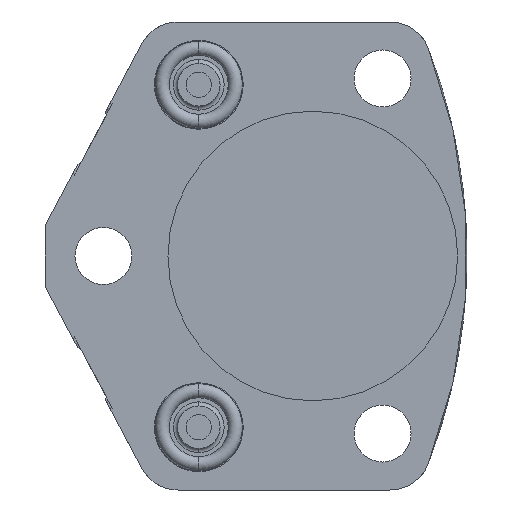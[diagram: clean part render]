
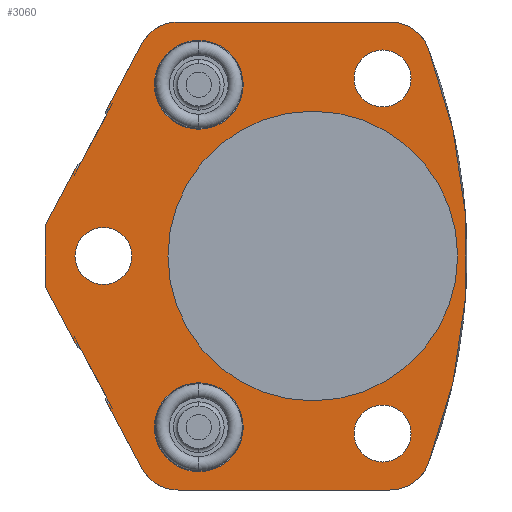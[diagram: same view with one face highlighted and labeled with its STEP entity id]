
A CAD part, front view. The second image highlights one B-rep face of the part: STEP entity #3060.
In plain terms, the highlighted planar face has unit normal (0, -1, 0).
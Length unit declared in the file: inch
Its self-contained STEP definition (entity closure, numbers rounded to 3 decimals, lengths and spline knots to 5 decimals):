
#325=CARTESIAN_POINT('',(0.,0.,0.));
#326=DIRECTION('',(0.,-1.,0.));
#327=DIRECTION('',(1.,0.,0.));
#328=AXIS2_PLACEMENT_3D('',#325,#326,#327);
#333=CARTESIAN_POINT('',(0.,0.,0.));
#334=DIRECTION('',(0.,1.,0.));
#335=DIRECTION('',(1.,0.,0.));
#336=AXIS2_PLACEMENT_3D('',#333,#334,#335);
#341=CARTESIAN_POINT('',(0.344,0.,0.875));
#342=DIRECTION('',(0.,-1.,0.));
#343=DIRECTION('',(1.,0.,0.));
#344=AXIS2_PLACEMENT_3D('',#341,#342,#343);
#349=CARTESIAN_POINT('',(0.344,0.,0.875));
#350=DIRECTION('',(0.,-1.,0.));
#351=DIRECTION('',(-1.,0.,0.));
#352=AXIS2_PLACEMENT_3D('',#349,#350,#351);
#357=CARTESIAN_POINT('',(0.344,0.,-0.875));
#358=DIRECTION('',(0.,-1.,0.));
#359=DIRECTION('',(1.,0.,0.));
#360=AXIS2_PLACEMENT_3D('',#357,#358,#359);
#365=CARTESIAN_POINT('',(0.344,0.,-0.875));
#366=DIRECTION('',(0.,-1.,0.));
#367=DIRECTION('',(-1.,0.,0.));
#368=AXIS2_PLACEMENT_3D('',#365,#366,#367);
#373=CARTESIAN_POINT('',(-1.032,0.,0.));
#374=DIRECTION('',(0.,-1.,0.));
#375=DIRECTION('',(1.,0.,0.));
#376=AXIS2_PLACEMENT_3D('',#373,#374,#375);
#381=CARTESIAN_POINT('',(-1.032,0.,0.));
#382=DIRECTION('',(0.,-1.,0.));
#383=DIRECTION('',(-1.,0.,0.));
#384=AXIS2_PLACEMENT_3D('',#381,#382,#383);
#389=DIRECTION('',(-0.469,0.,-0.883));
#390=VECTOR('',#389,0.33929);
#391=CARTESIAN_POINT('',(-1.00197,0.,0.72489));
#392=LINE('',#391,#390);
#396=DIRECTION('',(0.883,0.,-0.469));
#397=VECTOR('',#396,0.01);
#398=CARTESIAN_POINT('',(-1.0108,0.,0.72959));
#399=LINE('',#398,#397);
#403=DIRECTION('',(0.469,0.,0.883));
#404=VECTOR('',#403,0.35814);
#405=CARTESIAN_POINT('',(-1.0108,0.,0.72959));
#406=LINE('',#405,#404);
#410=DIRECTION('',(1.,0.,0.));
#411=VECTOR('',#410,1.04331);
#412=CARTESIAN_POINT('',(-0.66342,0.,1.1535));
#413=LINE('',#412,#411);
#417=CARTESIAN_POINT('',(-2.082,0.,0.));
#418=DIRECTION('',(0.,-1.,0.));
#419=DIRECTION('',(0.933,0.,-0.36));
#420=AXIS2_PLACEMENT_3D('',#417,#418,#419);
#425=DIRECTION('',(-1.,0.,0.));
#426=VECTOR('',#425,1.04331);
#427=CARTESIAN_POINT('',(0.37988,0.,-1.1535));
#428=LINE('',#427,#426);
#432=DIRECTION('',(0.469,0.,-0.883));
#433=VECTOR('',#432,0.35814);
#434=CARTESIAN_POINT('',(-1.0108,0.,-0.72959));
#435=LINE('',#434,#433);
#439=DIRECTION('',(0.883,0.,0.469));
#440=VECTOR('',#439,0.01);
#441=CARTESIAN_POINT('',(-1.0108,0.,-0.72959));
#442=LINE('',#441,#440);
#446=DIRECTION('',(0.469,0.,-0.883));
#447=VECTOR('',#446,0.33929);
#448=CARTESIAN_POINT('',(-1.16126,0.,-0.42531));
#449=LINE('',#448,#447);
#453=DIRECTION('',(0.883,0.,0.469));
#454=VECTOR('',#453,0.01);
#455=CARTESIAN_POINT('',(-1.17008,0.,-0.43001));
#456=LINE('',#455,#454);
#460=DIRECTION('',(0.469,0.,-0.883));
#461=VECTOR('',#460,0.31933);
#462=CARTESIAN_POINT('',(-1.32,0.,-0.14806));
#463=LINE('',#462,#461);
#467=DIRECTION('',(0.,0.,-1.));
#468=VECTOR('',#467,0.29612);
#469=CARTESIAN_POINT('',(-1.32,0.,0.14806));
#470=LINE('',#469,#468);
#474=DIRECTION('',(0.469,0.,0.883));
#475=VECTOR('',#474,0.31933);
#476=CARTESIAN_POINT('',(-1.32,0.,0.14806));
#477=LINE('',#476,#475);
#481=DIRECTION('',(0.883,0.,-0.469));
#482=VECTOR('',#481,0.01);
#483=CARTESIAN_POINT('',(-1.17008,0.,0.43001));
#484=LINE('',#483,#482);
#488=CARTESIAN_POINT('',(-0.562,0.,-0.844));
#489=DIRECTION('',(0.,1.,0.));
#490=DIRECTION('',(-1.,0.,0.));
#491=AXIS2_PLACEMENT_3D('',#488,#489,#490);
#496=CARTESIAN_POINT('',(-0.562,0.,-0.844));
#497=DIRECTION('',(0.,1.,0.));
#498=DIRECTION('',(1.,0.,0.));
#499=AXIS2_PLACEMENT_3D('',#496,#497,#498);
#504=CARTESIAN_POINT('',(-0.562,0.,0.844));
#505=DIRECTION('',(0.,1.,0.));
#506=DIRECTION('',(-1.,0.,0.));
#507=AXIS2_PLACEMENT_3D('',#504,#505,#506);
#512=CARTESIAN_POINT('',(-0.562,0.,0.844));
#513=DIRECTION('',(0.,1.,0.));
#514=DIRECTION('',(1.,0.,0.));
#515=AXIS2_PLACEMENT_3D('',#512,#513,#514);
#1026=CARTESIAN_POINT('',(-0.66342,0.,-0.9505));
#1027=DIRECTION('',(0.,-1.,0.));
#1028=DIRECTION('',(-0.883,0.,-0.469));
#1029=AXIS2_PLACEMENT_3D('',#1026,#1027,#1028);
#1062=CARTESIAN_POINT('',(0.37988,0.,-0.9505));
#1063=DIRECTION('',(0.,-1.,0.));
#1064=DIRECTION('',(0.,0.,-1.));
#1065=AXIS2_PLACEMENT_3D('',#1062,#1063,#1064);
#1084=CARTESIAN_POINT('',(0.37988,0.,0.9505));
#1085=DIRECTION('',(0.,-1.,0.));
#1086=DIRECTION('',(0.933,0.,0.36));
#1087=AXIS2_PLACEMENT_3D('',#1084,#1085,#1086);
#1120=CARTESIAN_POINT('',(-0.66342,0.,0.9505));
#1121=DIRECTION('',(0.,-1.,0.));
#1122=DIRECTION('',(0.,0.,1.));
#1123=AXIS2_PLACEMENT_3D('',#1120,#1121,#1122);
#2519=CARTESIAN_POINT('',(0.714,0.,0.));
#2521=VERTEX_POINT('',#2519);
#2523=CARTESIAN_POINT('',(-0.714,0.,0.));
#2525=VERTEX_POINT('',#2523);
#2526=CARTESIAN_POINT('',(-1.32,0.,0.14806));
#2527=CARTESIAN_POINT('',(-1.32,0.,-0.14806));
#2528=VERTEX_POINT('',#2526);
#2529=VERTEX_POINT('',#2527);
#2530=CARTESIAN_POINT('',(0.4845,0.,0.875));
#2531=CARTESIAN_POINT('',(0.2035,0.,0.875));
#2532=VERTEX_POINT('',#2530);
#2533=VERTEX_POINT('',#2531);
#2564=CARTESIAN_POINT('',(-1.16126,0.,-0.42531));
#2565=CARTESIAN_POINT('',(-1.00197,0.,-0.72489));
#2566=VERTEX_POINT('',#2564);
#2567=VERTEX_POINT('',#2565);
#2568=CARTESIAN_POINT('',(-1.17008,0.,-0.43001));
#2569=VERTEX_POINT('',#2568);
#2570=CARTESIAN_POINT('',(-1.0108,0.,-0.72959));
#2571=VERTEX_POINT('',#2570);
#2593=CARTESIAN_POINT('',(-1.00197,0.,0.72489));
#2594=CARTESIAN_POINT('',(-1.16126,0.,0.42531));
#2595=VERTEX_POINT('',#2593);
#2596=VERTEX_POINT('',#2594);
#2597=CARTESIAN_POINT('',(-1.0108,0.,0.72959));
#2598=VERTEX_POINT('',#2597);
#2599=CARTESIAN_POINT('',(-1.17008,0.,0.43001));
#2600=VERTEX_POINT('',#2599);
#2626=CARTESIAN_POINT('',(-0.781,0.,-0.844));
#2627=CARTESIAN_POINT('',(-0.343,0.,-0.844));
#2628=VERTEX_POINT('',#2626);
#2629=VERTEX_POINT('',#2627);
#2646=CARTESIAN_POINT('',(-0.781,0.,0.844));
#2647=CARTESIAN_POINT('',(-0.343,0.,0.844));
#2648=VERTEX_POINT('',#2646);
#2649=VERTEX_POINT('',#2647);
#2680=CARTESIAN_POINT('',(0.37988,0.,-1.1535));
#2681=CARTESIAN_POINT('',(0.56926,0.,-1.02362));
#2682=VERTEX_POINT('',#2680);
#2683=VERTEX_POINT('',#2681);
#2684=CARTESIAN_POINT('',(0.56926,0.,1.02362));
#2685=CARTESIAN_POINT('',(0.37988,0.,1.1535));
#2686=VERTEX_POINT('',#2684);
#2687=VERTEX_POINT('',#2685);
#2688=CARTESIAN_POINT('',(-0.66342,0.,1.1535));
#2689=CARTESIAN_POINT('',(-0.84266,0.,1.0458));
#2690=VERTEX_POINT('',#2688);
#2691=VERTEX_POINT('',#2689);
#2692=CARTESIAN_POINT('',(-0.84266,0.,-1.0458));
#2693=CARTESIAN_POINT('',(-0.66342,0.,-1.1535));
#2694=VERTEX_POINT('',#2692);
#2695=VERTEX_POINT('',#2693);
#2696=CARTESIAN_POINT('',(0.4845,0.,-0.875));
#2697=CARTESIAN_POINT('',(0.2035,0.,-0.875));
#2698=VERTEX_POINT('',#2696);
#2699=VERTEX_POINT('',#2697);
#2700=CARTESIAN_POINT('',(-0.8915,0.,0.));
#2701=CARTESIAN_POINT('',(-1.1725,0.,0.));
#2702=VERTEX_POINT('',#2700);
#2703=VERTEX_POINT('',#2701);
#2983=CARTESIAN_POINT('',(0.,0.,0.));
#2984=DIRECTION('',(0.,-1.,0.));
#2985=DIRECTION('',(-1.,0.,0.));
#2986=AXIS2_PLACEMENT_3D('',#2983,#2984,#2985);
#2987=PLANE('',#2986);
#2989=ORIENTED_EDGE('',*,*,#2988,.F.);
#2991=ORIENTED_EDGE('',*,*,#2990,.F.);
#2993=ORIENTED_EDGE('',*,*,#2992,.T.);
#2995=ORIENTED_EDGE('',*,*,#2994,.F.);
#2997=ORIENTED_EDGE('',*,*,#2996,.T.);
#2999=ORIENTED_EDGE('',*,*,#2998,.F.);
#3001=ORIENTED_EDGE('',*,*,#3000,.F.);
#3003=ORIENTED_EDGE('',*,*,#3002,.F.);
#3005=ORIENTED_EDGE('',*,*,#3004,.T.);
#3007=ORIENTED_EDGE('',*,*,#3006,.F.);
#3009=ORIENTED_EDGE('',*,*,#3008,.F.);
#3011=ORIENTED_EDGE('',*,*,#3010,.T.);
#3013=ORIENTED_EDGE('',*,*,#3012,.F.);
#3015=ORIENTED_EDGE('',*,*,#3014,.F.);
#3017=ORIENTED_EDGE('',*,*,#3016,.F.);
#3019=ORIENTED_EDGE('',*,*,#3018,.F.);
#3021=ORIENTED_EDGE('',*,*,#3020,.T.);
#3023=ORIENTED_EDGE('',*,*,#3022,.T.);
#3024=EDGE_LOOP('',(#2989,#2991,#2993,#2995,#2997,#2999,#3001,#3003,#3005,#3007,
#3009,#3011,#3013,#3015,#3017,#3019,#3021,#3023));
#3025=FACE_OUTER_BOUND('',#3024,.F.);
#3027=ORIENTED_EDGE('',*,*,#3026,.T.);
#3029=ORIENTED_EDGE('',*,*,#3028,.T.);
#3030=EDGE_LOOP('',(#3027,#3029));
#3031=FACE_BOUND('',#3030,.F.);
#3032=ORIENTED_EDGE('',*,*,#2963,.T.);
#3033=ORIENTED_EDGE('',*,*,#2977,.T.);
#3034=EDGE_LOOP('',(#3032,#3033));
#3035=FACE_BOUND('',#3034,.F.);
#3037=ORIENTED_EDGE('',*,*,#3036,.T.);
#3039=ORIENTED_EDGE('',*,*,#3038,.T.);
#3040=EDGE_LOOP('',(#3037,#3039));
#3041=FACE_BOUND('',#3040,.F.);
#3043=ORIENTED_EDGE('',*,*,#3042,.T.);
#3045=ORIENTED_EDGE('',*,*,#3044,.F.);
#3046=EDGE_LOOP('',(#3043,#3045));
#3047=FACE_BOUND('',#3046,.F.);
#3049=ORIENTED_EDGE('',*,*,#3048,.F.);
#3051=ORIENTED_EDGE('',*,*,#3050,.F.);
#3052=EDGE_LOOP('',(#3049,#3051));
#3053=FACE_BOUND('',#3052,.F.);
#3055=ORIENTED_EDGE('',*,*,#3054,.F.);
#3057=ORIENTED_EDGE('',*,*,#3056,.F.);
#3058=EDGE_LOOP('',(#3055,#3057));
#3059=FACE_BOUND('',#3058,.F.);
#329=CIRCLE('',#328,0.714);
#337=CIRCLE('',#336,0.714);
#345=CIRCLE('',#344,0.1405);
#353=CIRCLE('',#352,0.1405);
#361=CIRCLE('',#360,0.1405);
#369=CIRCLE('',#368,0.1405);
#377=CIRCLE('',#376,0.1405);
#385=CIRCLE('',#384,0.1405);
#421=CIRCLE('',#420,2.842);
#492=CIRCLE('',#491,0.219);
#500=CIRCLE('',#499,0.219);
#508=CIRCLE('',#507,0.219);
#516=CIRCLE('',#515,0.219);
#1030=CIRCLE('',#1029,0.203);
#1066=CIRCLE('',#1065,0.203);
#1088=CIRCLE('',#1087,0.203);
#1124=CIRCLE('',#1123,0.203);
#2963=EDGE_CURVE('',#2698,#2699,#361,.T.);
#2977=EDGE_CURVE('',#2699,#2698,#369,.T.);
#2988=EDGE_CURVE('',#2595,#2596,#392,.T.);
#2990=EDGE_CURVE('',#2598,#2595,#399,.T.);
#2992=EDGE_CURVE('',#2598,#2691,#406,.T.);
#2994=EDGE_CURVE('',#2690,#2691,#1124,.T.);
#2996=EDGE_CURVE('',#2690,#2687,#413,.T.);
#2998=EDGE_CURVE('',#2686,#2687,#1088,.T.);
#3000=EDGE_CURVE('',#2683,#2686,#421,.T.);
#3002=EDGE_CURVE('',#2682,#2683,#1066,.T.);
#3004=EDGE_CURVE('',#2682,#2695,#428,.T.);
#3006=EDGE_CURVE('',#2694,#2695,#1030,.T.);
#3008=EDGE_CURVE('',#2571,#2694,#435,.T.);
#3010=EDGE_CURVE('',#2571,#2567,#442,.T.);
#3012=EDGE_CURVE('',#2566,#2567,#449,.T.);
#3014=EDGE_CURVE('',#2569,#2566,#456,.T.);
#3016=EDGE_CURVE('',#2529,#2569,#463,.T.);
#3018=EDGE_CURVE('',#2528,#2529,#470,.T.);
#3020=EDGE_CURVE('',#2528,#2600,#477,.T.);
#3022=EDGE_CURVE('',#2600,#2596,#484,.T.);
#3026=EDGE_CURVE('',#2532,#2533,#345,.T.);
#3028=EDGE_CURVE('',#2533,#2532,#353,.T.);
#3036=EDGE_CURVE('',#2702,#2703,#377,.T.);
#3038=EDGE_CURVE('',#2703,#2702,#385,.T.);
#3042=EDGE_CURVE('',#2521,#2525,#329,.T.);
#3044=EDGE_CURVE('',#2521,#2525,#337,.T.);
#3048=EDGE_CURVE('',#2628,#2629,#492,.T.);
#3050=EDGE_CURVE('',#2629,#2628,#500,.T.);
#3054=EDGE_CURVE('',#2648,#2649,#508,.T.);
#3056=EDGE_CURVE('',#2649,#2648,#516,.T.);
#3060=ADVANCED_FACE('',(#3025,#3031,#3035,#3041,#3047,#3053,#3059),#2987,.T.);
